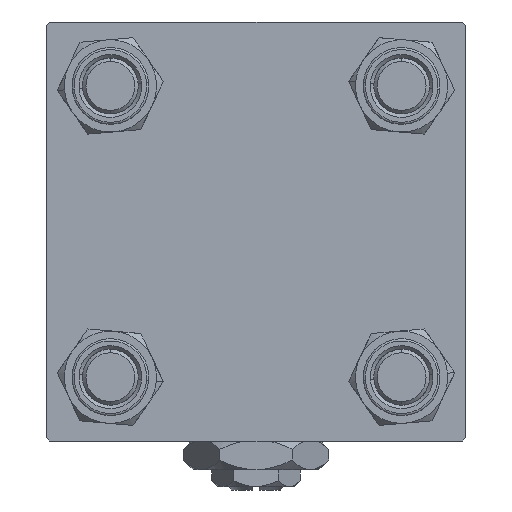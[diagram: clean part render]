
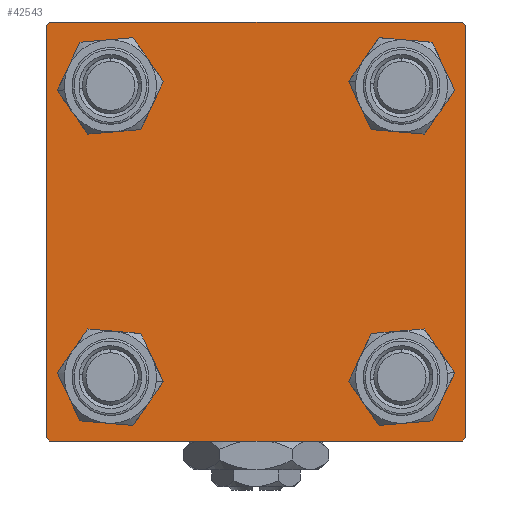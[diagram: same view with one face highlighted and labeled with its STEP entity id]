
A CAD part, left-side view. The second image highlights one B-rep face of the part: STEP entity #42543.
In plain terms, the highlighted planar face has unit normal (-1, 0, 0).
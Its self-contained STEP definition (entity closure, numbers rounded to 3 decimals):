
#301 = CARTESIAN_POINT ( 'NONE',  ( 0., 20.85, -20.85 ) ) ;
#420 = CARTESIAN_POINT ( 'NONE',  ( 0., 30., 29.5 ) ) ;
#434 = VECTOR ( 'NONE', #30476, 1000. ) ;
#578 = DIRECTION ( 'NONE',  ( 0., 0., 1. ) ) ;
#748 = DIRECTION ( 'NONE',  ( 0., 0., 1. ) ) ;
#988 = CARTESIAN_POINT ( 'NONE',  ( 0., -29.75, 29.75 ) ) ;
#1189 = CARTESIAN_POINT ( 'NONE',  ( 0., 30., 30. ) ) ;
#1640 = VERTEX_POINT ( 'NONE', #33781 ) ;
#2090 = VECTOR ( 'NONE', #23799, 1000. ) ;
#2246 = VERTEX_POINT ( 'NONE', #420 ) ;
#2291 = ORIENTED_EDGE ( 'NONE', *, *, #47429, .T. ) ;
#2312 = CARTESIAN_POINT ( 'NONE',  ( 0., -29.5, 30. ) ) ;
#2696 = CARTESIAN_POINT ( 'NONE',  ( 0., 30., 30. ) ) ;
#2727 = AXIS2_PLACEMENT_3D ( 'NONE', #2762, #16109, #34460 ) ;
#2762 = CARTESIAN_POINT ( 'NONE',  ( 0., -20.85, -20.85 ) ) ;
#2810 = CARTESIAN_POINT ( 'NONE',  ( 0., -20.85, 20.85 ) ) ;
#3264 = AXIS2_PLACEMENT_3D ( 'NONE', #23255, #41321, #748 ) ;
#3581 = CARTESIAN_POINT ( 'NONE',  ( 0., -29.5, -30. ) ) ;
#3712 = ORIENTED_EDGE ( 'NONE', *, *, #31960, .T. ) ;
#3922 = CARTESIAN_POINT ( 'NONE',  ( 0., 20.85, 25.35 ) ) ;
#4029 = ORIENTED_EDGE ( 'NONE', *, *, #56750, .T. ) ;
#4220 = ORIENTED_EDGE ( 'NONE', *, *, #6572, .T. ) ;
#4313 = PLANE ( 'NONE',  #6904 ) ;
#4668 = DIRECTION ( 'NONE',  ( 0., 0.707, -0.707 ) ) ;
#5046 = CARTESIAN_POINT ( 'NONE',  ( 0., 30., -29.5 ) ) ;
#6096 = ORIENTED_EDGE ( 'NONE', *, *, #49700, .T. ) ;
#6572 = EDGE_CURVE ( 'NONE', #44427, #33575, #34857, .T. ) ;
#6904 = AXIS2_PLACEMENT_3D ( 'NONE', #45230, #21636, #27764 ) ;
#6952 = CIRCLE ( 'NONE', #41905, 4.5 ) ;
#7158 = EDGE_CURVE ( 'NONE', #23472, #8553, #28259, .T. ) ;
#7443 = EDGE_CURVE ( 'NONE', #2246, #18409, #38537, .T. ) ;
#8427 = EDGE_CURVE ( 'NONE', #33575, #44427, #39654, .T. ) ;
#8553 = VERTEX_POINT ( 'NONE', #44259 ) ;
#8766 = DIRECTION ( 'NONE',  ( 1., 0., 0. ) ) ;
#8886 = CARTESIAN_POINT ( 'NONE',  ( 0., 20.85, -25.35 ) ) ;
#9329 = CARTESIAN_POINT ( 'NONE',  ( 0., 20.85, -16.35 ) ) ;
#9407 = AXIS2_PLACEMENT_3D ( 'NONE', #2810, #16727, #34503 ) ;
#11056 = EDGE_LOOP ( 'NONE', ( #6096, #48362 ) ) ;
#11304 = DIRECTION ( 'NONE',  ( 0., 0., 1. ) ) ;
#11492 = ORIENTED_EDGE ( 'NONE', *, *, #8427, .T. ) ;
#12404 = VECTOR ( 'NONE', #18388, 1000. ) ;
#12411 = CARTESIAN_POINT ( 'NONE',  ( 0., 30., -30. ) ) ;
#12451 = DIRECTION ( 'NONE',  ( 0., 0., -1. ) ) ;
#12970 = CARTESIAN_POINT ( 'NONE',  ( 0., -20.85, 20.85 ) ) ;
#13536 = VERTEX_POINT ( 'NONE', #3581 ) ;
#15279 = DIRECTION ( 'NONE',  ( 0., 0., -1. ) ) ;
#15604 = VERTEX_POINT ( 'NONE', #51153 ) ;
#15763 = DIRECTION ( 'NONE',  ( 1., 0., 0. ) ) ;
#15939 = EDGE_CURVE ( 'NONE', #15604, #51937, #41608, .T. ) ;
#16109 = DIRECTION ( 'NONE',  ( 1., 0., 0. ) ) ;
#16424 = AXIS2_PLACEMENT_3D ( 'NONE', #37670, #15763, #11304 ) ;
#16727 = DIRECTION ( 'NONE',  ( 1., 0., 0. ) ) ;
#17373 = FACE_BOUND ( 'NONE', #11056, .T. ) ;
#17432 = DIRECTION ( 'NONE',  ( 0., 0., 1. ) ) ;
#18023 = VECTOR ( 'NONE', #57188, 1000. ) ;
#18388 = DIRECTION ( 'NONE',  ( 0., -1., 0. ) ) ;
#18409 = VERTEX_POINT ( 'NONE', #5046 ) ;
#18799 = EDGE_CURVE ( 'NONE', #43059, #56429, #37772, .T. ) ;
#18820 = AXIS2_PLACEMENT_3D ( 'NONE', #301, #45597, #27254 ) ;
#20569 = CARTESIAN_POINT ( 'NONE',  ( 0., -30., 29.5 ) ) ;
#20952 = CARTESIAN_POINT ( 'NONE',  ( 0., 29.5, -30. ) ) ;
#21636 = DIRECTION ( 'NONE',  ( -1., 0., 0. ) ) ;
#21897 = EDGE_LOOP ( 'NONE', ( #11492, #4220 ) ) ;
#23209 = CIRCLE ( 'NONE', #34596, 4.5 ) ;
#23255 = CARTESIAN_POINT ( 'NONE',  ( 0., -20.85, -20.85 ) ) ;
#23472 = VERTEX_POINT ( 'NONE', #48287 ) ;
#23799 = DIRECTION ( 'NONE',  ( 0., 0.707, 0.707 ) ) ;
#25366 = ORIENTED_EDGE ( 'NONE', *, *, #15939, .T. ) ;
#26327 = LINE ( 'NONE', #12411, #434 ) ;
#26544 = EDGE_CURVE ( 'NONE', #1640, #31678, #28716, .T. ) ;
#27254 = DIRECTION ( 'NONE',  ( 0., 0., 1. ) ) ;
#27764 = DIRECTION ( 'NONE',  ( 0., 0., 1. ) ) ;
#28259 = CIRCLE ( 'NONE', #2727, 4.5 ) ;
#28306 = CARTESIAN_POINT ( 'NONE',  ( 0., -30., 30. ) ) ;
#28716 = CIRCLE ( 'NONE', #16424, 4.5 ) ;
#28807 = CIRCLE ( 'NONE', #3264, 4.5 ) ;
#29632 = EDGE_CURVE ( 'NONE', #13536, #56429, #57729, .T. ) ;
#30476 = DIRECTION ( 'NONE',  ( 0., -1., 0. ) ) ;
#30981 = VECTOR ( 'NONE', #4668, 1000. ) ;
#31168 = VECTOR ( 'NONE', #48269, 1000. ) ;
#31678 = VERTEX_POINT ( 'NONE', #3922 ) ;
#31960 = EDGE_CURVE ( 'NONE', #18409, #34262, #52157, .T. ) ;
#32212 = LINE ( 'NONE', #45247, #30981 ) ;
#33102 = EDGE_CURVE ( 'NONE', #36053, #55633, #46502, .T. ) ;
#33575 = VERTEX_POINT ( 'NONE', #9329 ) ;
#33781 = CARTESIAN_POINT ( 'NONE',  ( 0., 20.85, 16.35 ) ) ;
#33789 = CARTESIAN_POINT ( 'NONE',  ( 0., 20.85, -20.85 ) ) ;
#34262 = VERTEX_POINT ( 'NONE', #20952 ) ;
#34397 = CARTESIAN_POINT ( 'NONE',  ( 0., 20.85, 20.85 ) ) ;
#34399 = ORIENTED_EDGE ( 'NONE', *, *, #7443, .T. ) ;
#34460 = DIRECTION ( 'NONE',  ( 0., 0., 1. ) ) ;
#34503 = DIRECTION ( 'NONE',  ( 0., 0., 1. ) ) ;
#34596 = AXIS2_PLACEMENT_3D ( 'NONE', #34397, #52446, #578 ) ;
#34857 = CIRCLE ( 'NONE', #39572, 4.5 ) ;
#35427 = FACE_OUTER_BOUND ( 'NONE', #55223, .T. ) ;
#35858 = EDGE_CURVE ( 'NONE', #43059, #55633, #58445, .T. ) ;
#36053 = VERTEX_POINT ( 'NONE', #49204 ) ;
#37670 = CARTESIAN_POINT ( 'NONE',  ( 0., 20.85, 20.85 ) ) ;
#37772 = LINE ( 'NONE', #28306, #57751 ) ;
#38537 = LINE ( 'NONE', #2696, #47203 ) ;
#38548 = CARTESIAN_POINT ( 'NONE',  ( 0., 29.75, -29.75 ) ) ;
#39572 = AXIS2_PLACEMENT_3D ( 'NONE', #33789, #8766, #44335 ) ;
#39654 = CIRCLE ( 'NONE', #18820, 4.5 ) ;
#41321 = DIRECTION ( 'NONE',  ( 1., 0., 0. ) ) ;
#41608 = CIRCLE ( 'NONE', #9407, 4.5 ) ;
#41905 = AXIS2_PLACEMENT_3D ( 'NONE', #12970, #57983, #17432 ) ;
#42029 = ORIENTED_EDGE ( 'NONE', *, *, #33102, .F. ) ;
#42534 = ORIENTED_EDGE ( 'NONE', *, *, #29632, .T. ) ;
#42543 = ADVANCED_FACE ( 'NONE', ( #57923, #44604, #44892, #17373, #35427 ), #4313, .T. ) ;
#42866 = ORIENTED_EDGE ( 'NONE', *, *, #48022, .T. ) ;
#43059 = VERTEX_POINT ( 'NONE', #20569 ) ;
#43951 = EDGE_CURVE ( 'NONE', #51937, #15604, #6952, .T. ) ;
#44259 = CARTESIAN_POINT ( 'NONE',  ( 0., -20.85, -16.35 ) ) ;
#44335 = DIRECTION ( 'NONE',  ( 0., 0., 1. ) ) ;
#44427 = VERTEX_POINT ( 'NONE', #8886 ) ;
#44604 = FACE_BOUND ( 'NONE', #55412, .T. ) ;
#44892 = FACE_BOUND ( 'NONE', #21897, .T. ) ;
#45216 = ORIENTED_EDGE ( 'NONE', *, *, #43951, .T. ) ;
#45230 = CARTESIAN_POINT ( 'NONE',  ( 0., 0., 0. ) ) ;
#45247 = CARTESIAN_POINT ( 'NONE',  ( 0., 29.75, 29.75 ) ) ;
#45597 = DIRECTION ( 'NONE',  ( 1., 0., 0. ) ) ;
#46502 = LINE ( 'NONE', #1189, #12404 ) ;
#46533 = ORIENTED_EDGE ( 'NONE', *, *, #35858, .T. ) ;
#47111 = ORIENTED_EDGE ( 'NONE', *, *, #7158, .T. ) ;
#47203 = VECTOR ( 'NONE', #12451, 1000. ) ;
#47429 = EDGE_CURVE ( 'NONE', #8553, #23472, #28807, .T. ) ;
#48022 = EDGE_CURVE ( 'NONE', #34262, #13536, #26327, .T. ) ;
#48269 = DIRECTION ( 'NONE',  ( 0., -0.707, 0.707 ) ) ;
#48287 = CARTESIAN_POINT ( 'NONE',  ( 0., -20.85, -25.35 ) ) ;
#48362 = ORIENTED_EDGE ( 'NONE', *, *, #26544, .T. ) ;
#49204 = CARTESIAN_POINT ( 'NONE',  ( 0., 29.5, 30. ) ) ;
#49700 = EDGE_CURVE ( 'NONE', #31678, #1640, #23209, .T. ) ;
#51153 = CARTESIAN_POINT ( 'NONE',  ( 0., -20.85, 25.35 ) ) ;
#51888 = CARTESIAN_POINT ( 'NONE',  ( 0., -30., -29.5 ) ) ;
#51937 = VERTEX_POINT ( 'NONE', #52410 ) ;
#52019 = EDGE_LOOP ( 'NONE', ( #25366, #45216 ) ) ;
#52157 = LINE ( 'NONE', #38548, #18023 ) ;
#52410 = CARTESIAN_POINT ( 'NONE',  ( 0., -20.85, 16.35 ) ) ;
#52421 = CARTESIAN_POINT ( 'NONE',  ( 0., -29.75, -29.75 ) ) ;
#52446 = DIRECTION ( 'NONE',  ( 1., 0., 0. ) ) ;
#54557 = ORIENTED_EDGE ( 'NONE', *, *, #18799, .F. ) ;
#55223 = EDGE_LOOP ( 'NONE', ( #34399, #3712, #42866, #42534, #54557, #46533, #42029, #4029 ) ) ;
#55412 = EDGE_LOOP ( 'NONE', ( #2291, #47111 ) ) ;
#55633 = VERTEX_POINT ( 'NONE', #2312 ) ;
#56429 = VERTEX_POINT ( 'NONE', #51888 ) ;
#56750 = EDGE_CURVE ( 'NONE', #36053, #2246, #32212, .T. ) ;
#57188 = DIRECTION ( 'NONE',  ( 0., -0.707, -0.707 ) ) ;
#57729 = LINE ( 'NONE', #52421, #31168 ) ;
#57751 = VECTOR ( 'NONE', #15279, 1000. ) ;
#57923 = FACE_BOUND ( 'NONE', #52019, .T. ) ;
#57983 = DIRECTION ( 'NONE',  ( 1., 0., 0. ) ) ;
#58445 = LINE ( 'NONE', #988, #2090 ) ;
